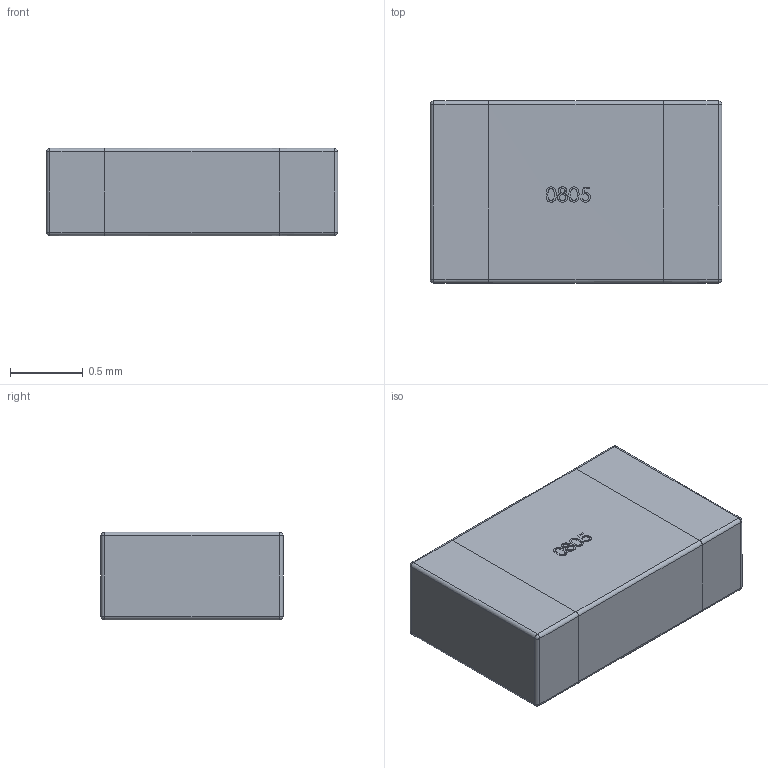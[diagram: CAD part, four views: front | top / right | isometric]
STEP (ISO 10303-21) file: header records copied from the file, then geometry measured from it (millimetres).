
FILE_DESCRIPTION (( 'STEP AP214' ), '1' );
FILE_NAME ('RES0805.STEP', '2018-11-16T17:24:24', ( '' ), ( '' ), 'SwSTEP 2.0', 'SolidWorks 2019', '' );
FILE_SCHEMA (( 'AUTOMOTIVE_DESIGN' ));
Length unit declared in the file: millimetre
Products named in the file (1): RES0805
Bounding box: 2 x 1.25 x 0.6 mm (x, y, z)
Volume: 1.5 mm3; surface area: 8.7 mm2
Topology: 1 solids, 1 shells, 99 faces, 235 edges, 138 vertices
Faces by surface type: bspline 43, plane 28, cylinder 20, sphere 8
Entity records: 5709 total; most frequent: CARTESIAN_POINT 3636, ORIENTED_EDGE 454, DIRECTION 263, EDGE_CURVE 227, VERTEX_POINT 138, EDGE_LOOP 107, B_SPLINE_CURVE_WITH_KNOTS 102, LINE 101
